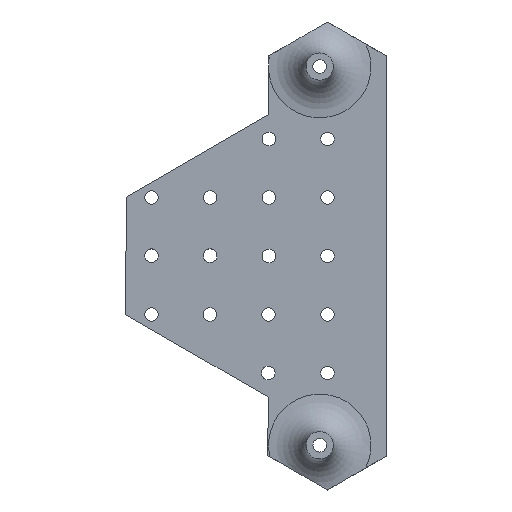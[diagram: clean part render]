
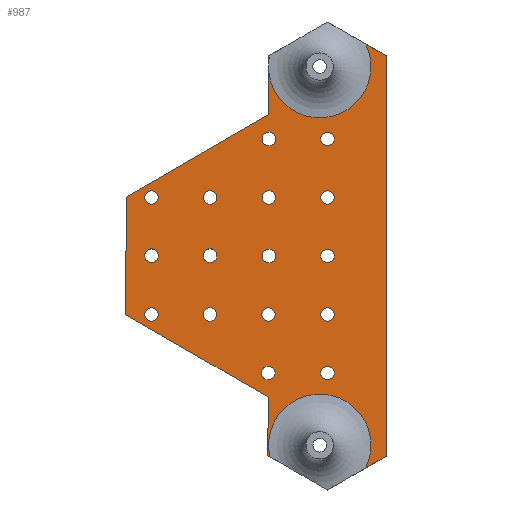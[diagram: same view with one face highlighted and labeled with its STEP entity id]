
A CAD part, top view. The second image highlights one B-rep face of the part: STEP entity #987.
In plain terms, the highlighted planar face has unit normal (0, 0, 1).
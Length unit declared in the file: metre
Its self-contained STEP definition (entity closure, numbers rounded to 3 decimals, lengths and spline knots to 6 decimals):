
#52=LINE('',#1507,#96);
#53=LINE('',#1512,#97);
#54=LINE('',#1514,#98);
#55=LINE('',#1516,#99);
#56=LINE('',#1518,#100);
#57=LINE('',#1520,#101);
#58=LINE('',#1522,#102);
#59=LINE('',#1526,#103);
#60=LINE('',#1528,#104);
#96=VECTOR('',#1215,1.);
#97=VECTOR('',#1218,1.);
#98=VECTOR('',#1219,1.);
#99=VECTOR('',#1220,1.);
#100=VECTOR('',#1221,1.);
#101=VECTOR('',#1222,1.);
#102=VECTOR('',#1223,1.);
#103=VECTOR('',#1226,1.);
#104=VECTOR('',#1227,1.);
#140=ORIENTED_EDGE('',*,*,#376,.F.);
#141=ORIENTED_EDGE('',*,*,#377,.F.);
#142=ORIENTED_EDGE('',*,*,#378,.F.);
#143=ORIENTED_EDGE('',*,*,#379,.F.);
#144=ORIENTED_EDGE('',*,*,#380,.F.);
#145=ORIENTED_EDGE('',*,*,#381,.F.);
#146=ORIENTED_EDGE('',*,*,#382,.F.);
#147=ORIENTED_EDGE('',*,*,#383,.F.);
#148=ORIENTED_EDGE('',*,*,#384,.F.);
#149=ORIENTED_EDGE('',*,*,#385,.F.);
#150=ORIENTED_EDGE('',*,*,#386,.F.);
#151=ORIENTED_EDGE('',*,*,#387,.F.);
#152=ORIENTED_EDGE('',*,*,#388,.F.);
#153=ORIENTED_EDGE('',*,*,#389,.F.);
#154=ORIENTED_EDGE('',*,*,#390,.F.);
#155=ORIENTED_EDGE('',*,*,#391,.F.);
#156=ORIENTED_EDGE('',*,*,#392,.T.);
#157=ORIENTED_EDGE('',*,*,#393,.T.);
#158=ORIENTED_EDGE('',*,*,#394,.F.);
#159=ORIENTED_EDGE('',*,*,#395,.T.);
#160=ORIENTED_EDGE('',*,*,#396,.T.);
#161=ORIENTED_EDGE('',*,*,#397,.T.);
#162=ORIENTED_EDGE('',*,*,#398,.T.);
#163=ORIENTED_EDGE('',*,*,#399,.T.);
#164=ORIENTED_EDGE('',*,*,#400,.T.);
#165=ORIENTED_EDGE('',*,*,#401,.F.);
#166=ORIENTED_EDGE('',*,*,#402,.F.);
#376=EDGE_CURVE('',#494,#494,#594,.T.);
#377=EDGE_CURVE('',#495,#495,#595,.T.);
#378=EDGE_CURVE('',#496,#496,#596,.T.);
#379=EDGE_CURVE('',#497,#497,#597,.T.);
#380=EDGE_CURVE('',#498,#498,#598,.T.);
#381=EDGE_CURVE('',#499,#499,#599,.T.);
#382=EDGE_CURVE('',#500,#500,#600,.T.);
#383=EDGE_CURVE('',#501,#501,#601,.T.);
#384=EDGE_CURVE('',#502,#502,#602,.T.);
#385=EDGE_CURVE('',#503,#503,#603,.T.);
#386=EDGE_CURVE('',#504,#504,#604,.T.);
#387=EDGE_CURVE('',#505,#505,#605,.T.);
#388=EDGE_CURVE('',#506,#506,#606,.T.);
#389=EDGE_CURVE('',#507,#507,#607,.T.);
#390=EDGE_CURVE('',#508,#508,#608,.T.);
#391=EDGE_CURVE('',#509,#509,#609,.T.);
#392=EDGE_CURVE('',#510,#511,#52,.T.);
#393=EDGE_CURVE('',#511,#512,#610,.F.);
#394=EDGE_CURVE('',#513,#512,#53,.T.);
#395=EDGE_CURVE('',#513,#514,#54,.T.);
#396=EDGE_CURVE('',#514,#515,#55,.T.);
#397=EDGE_CURVE('',#515,#516,#56,.T.);
#398=EDGE_CURVE('',#516,#517,#57,.T.);
#399=EDGE_CURVE('',#517,#518,#58,.T.);
#400=EDGE_CURVE('',#518,#519,#611,.F.);
#401=EDGE_CURVE('',#520,#519,#59,.T.);
#402=EDGE_CURVE('',#510,#520,#60,.T.);
#494=VERTEX_POINT('',#1476);
#495=VERTEX_POINT('',#1478);
#496=VERTEX_POINT('',#1480);
#497=VERTEX_POINT('',#1482);
#498=VERTEX_POINT('',#1484);
#499=VERTEX_POINT('',#1486);
#500=VERTEX_POINT('',#1488);
#501=VERTEX_POINT('',#1490);
#502=VERTEX_POINT('',#1492);
#503=VERTEX_POINT('',#1494);
#504=VERTEX_POINT('',#1496);
#505=VERTEX_POINT('',#1498);
#506=VERTEX_POINT('',#1500);
#507=VERTEX_POINT('',#1502);
#508=VERTEX_POINT('',#1504);
#509=VERTEX_POINT('',#1506);
#510=VERTEX_POINT('',#1508);
#511=VERTEX_POINT('',#1509);
#512=VERTEX_POINT('',#1511);
#513=VERTEX_POINT('',#1513);
#514=VERTEX_POINT('',#1515);
#515=VERTEX_POINT('',#1517);
#516=VERTEX_POINT('',#1519);
#517=VERTEX_POINT('',#1521);
#518=VERTEX_POINT('',#1523);
#519=VERTEX_POINT('',#1525);
#520=VERTEX_POINT('',#1527);
#594=CIRCLE('',#1056,0.00145);
#595=CIRCLE('',#1057,0.00145);
#596=CIRCLE('',#1058,0.00145);
#597=CIRCLE('',#1059,0.00145);
#598=CIRCLE('',#1060,0.00145);
#599=CIRCLE('',#1061,0.00145);
#600=CIRCLE('',#1062,0.00145);
#601=CIRCLE('',#1063,0.00145);
#602=CIRCLE('',#1064,0.00145);
#603=CIRCLE('',#1065,0.00145);
#604=CIRCLE('',#1066,0.00145);
#605=CIRCLE('',#1067,0.00145);
#606=CIRCLE('',#1068,0.00145);
#607=CIRCLE('',#1069,0.00145);
#608=CIRCLE('',#1070,0.00145);
#609=CIRCLE('',#1071,0.00145);
#610=CIRCLE('',#1072,0.0109);
#611=CIRCLE('',#1073,0.0109);
#663=EDGE_LOOP('',(#140));
#664=EDGE_LOOP('',(#141));
#665=EDGE_LOOP('',(#142));
#666=EDGE_LOOP('',(#143));
#667=EDGE_LOOP('',(#144));
#668=EDGE_LOOP('',(#145));
#669=EDGE_LOOP('',(#146));
#670=EDGE_LOOP('',(#147));
#671=EDGE_LOOP('',(#148));
#672=EDGE_LOOP('',(#149));
#673=EDGE_LOOP('',(#150));
#674=EDGE_LOOP('',(#151));
#675=EDGE_LOOP('',(#152));
#676=EDGE_LOOP('',(#153));
#677=EDGE_LOOP('',(#154));
#678=EDGE_LOOP('',(#155));
#679=EDGE_LOOP('',(#156,#157,#158,#159,#160,#161,#162,#163,#164,#165,#166));
#815=FACE_BOUND('',#663,.T.);
#816=FACE_BOUND('',#664,.T.);
#817=FACE_BOUND('',#665,.T.);
#818=FACE_BOUND('',#666,.T.);
#819=FACE_BOUND('',#667,.T.);
#820=FACE_BOUND('',#668,.T.);
#821=FACE_BOUND('',#669,.T.);
#822=FACE_BOUND('',#670,.T.);
#823=FACE_BOUND('',#671,.T.);
#824=FACE_BOUND('',#672,.T.);
#825=FACE_BOUND('',#673,.T.);
#826=FACE_BOUND('',#674,.T.);
#827=FACE_BOUND('',#675,.T.);
#828=FACE_BOUND('',#676,.T.);
#829=FACE_BOUND('',#677,.T.);
#830=FACE_BOUND('',#678,.T.);
#831=FACE_BOUND('',#679,.T.);
#967=PLANE('',#1055);
#987=ADVANCED_FACE('',(#815,#816,#817,#818,#819,#820,#821,#822,#823,#824,
#825,#826,#827,#828,#829,#830,#831),#967,.T.);
#1055=AXIS2_PLACEMENT_3D('',#1474,#1181,#1182);
#1056=AXIS2_PLACEMENT_3D('',#1475,#1183,#1184);
#1057=AXIS2_PLACEMENT_3D('',#1477,#1185,#1186);
#1058=AXIS2_PLACEMENT_3D('',#1479,#1187,#1188);
#1059=AXIS2_PLACEMENT_3D('',#1481,#1189,#1190);
#1060=AXIS2_PLACEMENT_3D('',#1483,#1191,#1192);
#1061=AXIS2_PLACEMENT_3D('',#1485,#1193,#1194);
#1062=AXIS2_PLACEMENT_3D('',#1487,#1195,#1196);
#1063=AXIS2_PLACEMENT_3D('',#1489,#1197,#1198);
#1064=AXIS2_PLACEMENT_3D('',#1491,#1199,#1200);
#1065=AXIS2_PLACEMENT_3D('',#1493,#1201,#1202);
#1066=AXIS2_PLACEMENT_3D('',#1495,#1203,#1204);
#1067=AXIS2_PLACEMENT_3D('',#1497,#1205,#1206);
#1068=AXIS2_PLACEMENT_3D('',#1499,#1207,#1208);
#1069=AXIS2_PLACEMENT_3D('',#1501,#1209,#1210);
#1070=AXIS2_PLACEMENT_3D('',#1503,#1211,#1212);
#1071=AXIS2_PLACEMENT_3D('',#1505,#1213,#1214);
#1072=AXIS2_PLACEMENT_3D('',#1510,#1216,#1217);
#1073=AXIS2_PLACEMENT_3D('',#1524,#1224,#1225);
#1181=DIRECTION('',(0.,0.,1.));
#1182=DIRECTION('',(1.,0.,0.));
#1183=DIRECTION('',(0.,0.,1.));
#1184=DIRECTION('',(1.,0.,0.));
#1185=DIRECTION('',(0.,0.,1.));
#1186=DIRECTION('',(1.,0.,0.));
#1187=DIRECTION('',(0.,0.,1.));
#1188=DIRECTION('',(1.,0.,0.));
#1189=DIRECTION('',(0.,0.,1.));
#1190=DIRECTION('',(1.,0.,0.));
#1191=DIRECTION('',(0.,0.,1.));
#1192=DIRECTION('',(1.,0.,0.));
#1193=DIRECTION('',(0.,0.,1.));
#1194=DIRECTION('',(1.,0.,0.));
#1195=DIRECTION('',(0.,0.,1.));
#1196=DIRECTION('',(1.,0.,0.));
#1197=DIRECTION('',(0.,0.,1.));
#1198=DIRECTION('',(1.,0.,0.));
#1199=DIRECTION('',(0.,0.,1.));
#1200=DIRECTION('',(1.,0.,0.));
#1201=DIRECTION('',(0.,0.,1.));
#1202=DIRECTION('',(1.,0.,0.));
#1203=DIRECTION('',(0.,0.,1.));
#1204=DIRECTION('',(1.,0.,0.));
#1205=DIRECTION('',(0.,0.,1.));
#1206=DIRECTION('',(1.,0.,0.));
#1207=DIRECTION('',(0.,0.,1.));
#1208=DIRECTION('',(1.,0.,0.));
#1209=DIRECTION('',(0.,0.,1.));
#1210=DIRECTION('',(1.,0.,0.));
#1211=DIRECTION('',(0.,0.,1.));
#1212=DIRECTION('',(1.,0.,0.));
#1213=DIRECTION('',(0.,0.,1.));
#1214=DIRECTION('',(1.,0.,0.));
#1215=DIRECTION('',(-0.866,0.5,0.));
#1216=DIRECTION('',(0.,0.,1.));
#1217=DIRECTION('',(1.,0.,0.));
#1218=DIRECTION('',(0.,1.,0.));
#1219=DIRECTION('',(-0.865,-0.501,0.));
#1220=DIRECTION('',(-0.004,-1.,0.));
#1221=DIRECTION('',(0.865,-0.501,0.));
#1222=DIRECTION('',(-0.005,-1.,0.));
#1223=DIRECTION('',(0.866,-0.5,0.));
#1224=DIRECTION('',(0.,0.,1.));
#1225=DIRECTION('',(1.,0.,0.));
#1226=DIRECTION('',(-0.866,-0.5,0.));
#1227=DIRECTION('',(0.,-1.,0.));
#1474=CARTESIAN_POINT('',(-0.067572,-0.052659,0.002));
#1475=CARTESIAN_POINT('',(-0.0774,-0.065113,0.002));
#1476=CARTESIAN_POINT('',(-0.07595,-0.065113,0.002));
#1477=CARTESIAN_POINT('',(-0.077339,-0.052598,0.002));
#1478=CARTESIAN_POINT('',(-0.075889,-0.052598,0.002));
#1479=CARTESIAN_POINT('',(-0.077339,-0.040204,0.002));
#1480=CARTESIAN_POINT('',(-0.075889,-0.040204,0.002));
#1481=CARTESIAN_POINT('',(-0.089839,-0.040204,0.002));
#1482=CARTESIAN_POINT('',(-0.088389,-0.040204,0.002));
#1483=CARTESIAN_POINT('',(-0.089839,-0.052598,0.002));
#1484=CARTESIAN_POINT('',(-0.088389,-0.052598,0.002));
#1485=CARTESIAN_POINT('',(-0.089839,-0.065113,0.002));
#1486=CARTESIAN_POINT('',(-0.088389,-0.065113,0.002));
#1487=CARTESIAN_POINT('',(-0.064839,-0.052659,0.002));
#1488=CARTESIAN_POINT('',(-0.063389,-0.052659,0.002));
#1489=CARTESIAN_POINT('',(-0.06496,-0.077568,0.002));
#1490=CARTESIAN_POINT('',(-0.06351,-0.077568,0.002));
#1491=CARTESIAN_POINT('',(-0.0649,-0.065113,0.002));
#1492=CARTESIAN_POINT('',(-0.06345,-0.065113,0.002));
#1493=CARTESIAN_POINT('',(-0.064839,-0.040204,0.002));
#1494=CARTESIAN_POINT('',(-0.063389,-0.040204,0.002));
#1495=CARTESIAN_POINT('',(-0.064839,-0.02775,0.002));
#1496=CARTESIAN_POINT('',(-0.063389,-0.02775,0.002));
#1497=CARTESIAN_POINT('',(-0.052339,-0.077568,0.002));
#1498=CARTESIAN_POINT('',(-0.050889,-0.077568,0.002));
#1499=CARTESIAN_POINT('',(-0.052339,-0.065113,0.002));
#1500=CARTESIAN_POINT('',(-0.050889,-0.065113,0.002));
#1501=CARTESIAN_POINT('',(-0.052339,-0.052659,0.002));
#1502=CARTESIAN_POINT('',(-0.050889,-0.052659,0.002));
#1503=CARTESIAN_POINT('',(-0.052339,-0.040204,0.002));
#1504=CARTESIAN_POINT('',(-0.050889,-0.040204,0.002));
#1505=CARTESIAN_POINT('',(-0.052339,-0.02775,0.002));
#1506=CARTESIAN_POINT('',(-0.050889,-0.02775,0.002));
#1507=CARTESIAN_POINT('',(-0.046089,-0.00645,0.002));
#1508=CARTESIAN_POINT('',(-0.039839,-0.010058,0.002));
#1509=CARTESIAN_POINT('',(-0.044241,-0.007517,0.002));
#1510=CARTESIAN_POINT('',(-0.054013,-0.012345,0.002));
#1511=CARTESIAN_POINT('',(-0.064839,-0.013613,0.002));
#1512=CARTESIAN_POINT('',(-0.064839,-0.016295,0.002));
#1513=CARTESIAN_POINT('',(-0.064839,-0.022532,0.002));
#1514=CARTESIAN_POINT('',(-0.08002,-0.03132,0.002));
#1515=CARTESIAN_POINT('',(-0.095202,-0.040109,0.002));
#1516=CARTESIAN_POINT('',(-0.095253,-0.052629,0.002));
#1517=CARTESIAN_POINT('',(-0.095305,-0.06515,0.002));
#1518=CARTESIAN_POINT('',(-0.080145,-0.073925,0.002));
#1519=CARTESIAN_POINT('',(-0.064985,-0.082701,0.002));
#1520=CARTESIAN_POINT('',(-0.065015,-0.088921,0.002));
#1521=CARTESIAN_POINT('',(-0.065045,-0.09514,0.002));
#1522=CARTESIAN_POINT('',(-0.058692,-0.098808,0.002));
#1523=CARTESIAN_POINT('',(-0.064635,-0.095377,0.002));
#1524=CARTESIAN_POINT('',(-0.054006,-0.092961,0.002));
#1525=CARTESIAN_POINT('',(-0.044239,-0.0978,0.002));
#1526=CARTESIAN_POINT('',(-0.046089,-0.098868,0.002));
#1527=CARTESIAN_POINT('',(-0.039839,-0.095259,0.002));
#1528=CARTESIAN_POINT('',(-0.039839,-0.073959,0.002));
